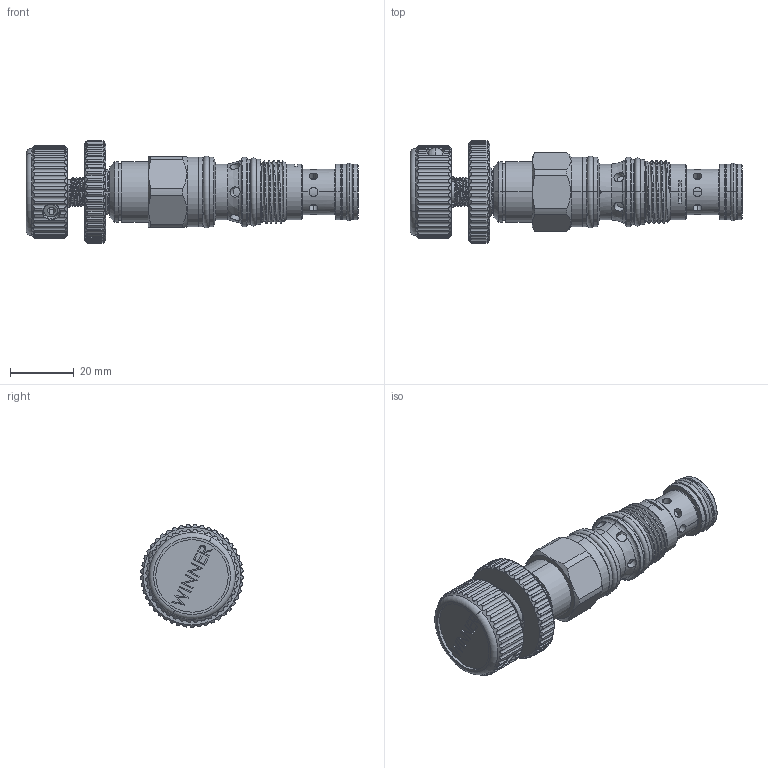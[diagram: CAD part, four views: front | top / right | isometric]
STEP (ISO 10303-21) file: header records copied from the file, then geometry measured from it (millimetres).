
FILE_DESCRIPTION (( 'STEP AP203' ), '1' );
FILE_NAME ('DP11A3Q-K.STEP', '2020-03-19T00:32:20', ( '' ), ( '' ), 'SwSTEP 2.0', 'SolidWorks 2018', '' );
FILE_SCHEMA (( 'CONFIG_CONTROL_DESIGN' ));
Products named in the file (1): DP11A3Q-K
Bounding box: 104.1 x 32.2 x 32.19 mm (x, y, z)
Volume: 34376.9 mm3; surface area: 16653.8 mm2
Topology: 10 solids, 10 shells, 920 faces, 2466 edges, 1574 vertices
Faces by surface type: cylinder 461, plane 214, cone 99, torus 84, bspline 58, sphere 4
Entity records: 62559 total; most frequent: CARTESIAN_POINT 41231, ORIENTED_EDGE 4868, DIRECTION 3960, EDGE_CURVE 2434, VERTEX_POINT 1568, AXIS2_PLACEMENT_3D 1548, EDGE_LOOP 968, FACE_OUTER_BOUND 920
